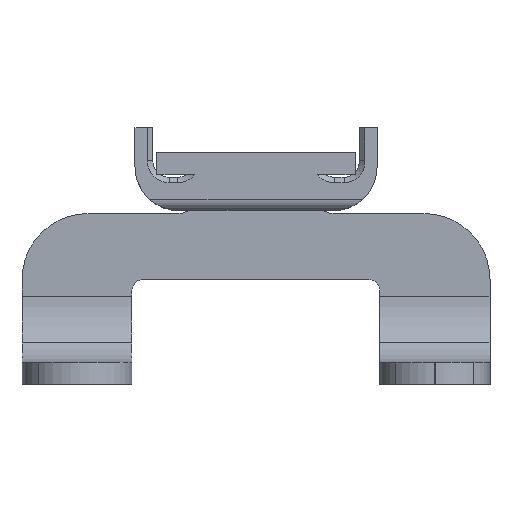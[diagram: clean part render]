
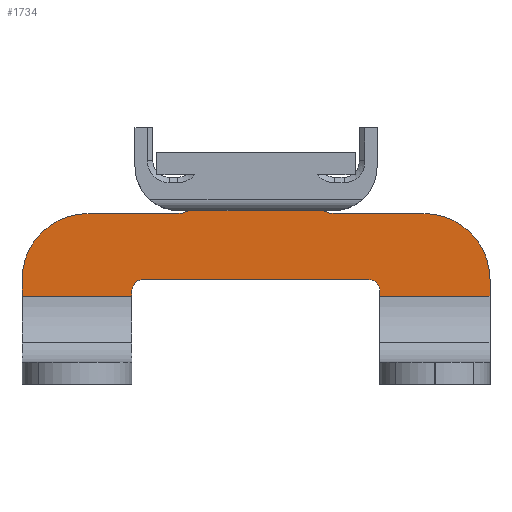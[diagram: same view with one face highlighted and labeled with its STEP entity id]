
A CAD part, top view. The second image highlights one B-rep face of the part: STEP entity #1734.
In plain terms, the highlighted planar face has unit normal (0, 0, 1).
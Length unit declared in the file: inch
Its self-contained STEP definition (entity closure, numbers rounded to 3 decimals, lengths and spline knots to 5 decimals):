
#2=DIRECTION('',(-1.,0.,0.));
#3=VECTOR('',#2,0.393);
#4=CARTESIAN_POINT('',(-0.4437,-0.513,-0.373));
#5=LINE('',#4,#3);
#138=CARTESIAN_POINT('',(0.2753,-0.158,-0.373));
#139=DIRECTION('',(0.,0.,-1.));
#140=DIRECTION('',(0.,-1.,0.));
#141=AXIS2_PLACEMENT_3D('',#138,#139,#140);
#143=CARTESIAN_POINT('',(0.6003,-0.453,-0.373));
#144=DIRECTION('',(0.,0.,1.));
#145=DIRECTION('',(0.707,0.707,0.));
#146=AXIS2_PLACEMENT_3D('',#143,#144,#145);
#148=CARTESIAN_POINT('',(0.6003,-0.453,-0.373));
#149=DIRECTION('',(0.,0.,1.));
#150=DIRECTION('',(1.,0.,0.));
#151=AXIS2_PLACEMENT_3D('',#148,#149,#150);
#153=CARTESIAN_POINT('',(0.4033,-0.492,-0.373));
#154=DIRECTION('',(0.,0.,-1.));
#155=DIRECTION('',(0.707,0.707,0.));
#156=AXIS2_PLACEMENT_3D('',#153,#154,#155);
#158=CARTESIAN_POINT('',(0.4033,-0.492,-0.373));
#159=DIRECTION('',(0.,0.,-1.));
#160=DIRECTION('',(0.,1.,0.));
#161=AXIS2_PLACEMENT_3D('',#158,#159,#160);
#163=CARTESIAN_POINT('',(-0.4047,-0.492,-0.373));
#164=DIRECTION('',(0.,0.,-1.));
#165=DIRECTION('',(-0.707,0.707,0.));
#166=AXIS2_PLACEMENT_3D('',#163,#164,#165);
#168=CARTESIAN_POINT('',(-0.4047,-0.492,-0.373));
#169=DIRECTION('',(0.,0.,-1.));
#170=DIRECTION('',(-1.,0.,0.));
#171=AXIS2_PLACEMENT_3D('',#168,#169,#170);
#173=DIRECTION('',(0.,1.,0.));
#174=VECTOR('',#173,0.021);
#175=CARTESIAN_POINT('',(-0.4437,-0.513,-0.373));
#176=LINE('',#175,#174);
#177=CARTESIAN_POINT('',(-0.6007,-0.453,-0.373));
#178=DIRECTION('',(0.,0.,1.));
#179=DIRECTION('',(-0.707,0.707,0.));
#180=AXIS2_PLACEMENT_3D('',#177,#178,#179);
#182=CARTESIAN_POINT('',(-0.6007,-0.453,-0.373));
#183=DIRECTION('',(0.,0.,1.));
#184=DIRECTION('',(0.,1.,0.));
#185=AXIS2_PLACEMENT_3D('',#182,#183,#184);
#187=CARTESIAN_POINT('',(-0.2757,-0.158,-0.373));
#188=DIRECTION('',(0.,0.,-1.));
#189=DIRECTION('',(0.557,-0.831,0.));
#190=AXIS2_PLACEMENT_3D('',#187,#188,#189);
#192=DIRECTION('',(-1.,0.,0.));
#193=VECTOR('',#192,0.48527);
#194=CARTESIAN_POINT('',(0.24244,-0.207,-0.373));
#195=LINE('',#194,#193);
#633=DIRECTION('',(1.,0.,0.));
#634=VECTOR('',#633,0.325);
#635=CARTESIAN_POINT('',(-0.6007,-0.217,-0.373));
#636=LINE('',#635,#634);
#671=DIRECTION('',(1.,0.,0.));
#672=VECTOR('',#671,0.325);
#673=CARTESIAN_POINT('',(0.2753,-0.217,-0.373));
#674=LINE('',#673,#672);
#697=DIRECTION('',(0.,-1.,0.));
#698=VECTOR('',#697,0.06);
#699=CARTESIAN_POINT('',(0.8363,-0.453,-0.373));
#700=LINE('',#699,#698);
#781=DIRECTION('',(0.,-1.,0.));
#782=VECTOR('',#781,0.021);
#783=CARTESIAN_POINT('',(0.4423,-0.492,-0.373));
#784=LINE('',#783,#782);
#851=DIRECTION('',(-1.,0.,0.));
#852=VECTOR('',#851,0.394);
#853=CARTESIAN_POINT('',(0.8363,-0.513,-0.373));
#854=LINE('',#853,#852);
#867=DIRECTION('',(1.,0.,0.));
#868=VECTOR('',#867,0.808);
#869=CARTESIAN_POINT('',(-0.4047,-0.453,-0.373));
#870=LINE('',#869,#868);
#1130=DIRECTION('',(0.,-1.,0.));
#1131=VECTOR('',#1130,0.06);
#1132=CARTESIAN_POINT('',(-0.8367,-0.453,-0.373));
#1133=LINE('',#1132,#1131);
#1166=CARTESIAN_POINT('',(-0.4437,-0.513,-0.373));
#1167=VERTEX_POINT('',#1166);
#1168=CARTESIAN_POINT('',(-0.8367,-0.513,-0.373));
#1169=VERTEX_POINT('',#1168);
#1178=CARTESIAN_POINT('',(-0.4437,-0.492,-0.373));
#1179=VERTEX_POINT('',#1178);
#1240=CARTESIAN_POINT('',(-0.76758,-0.28612,-0.373));
#1241=VERTEX_POINT('',#1240);
#1242=CARTESIAN_POINT('',(-0.6007,-0.217,-0.373));
#1243=VERTEX_POINT('',#1242);
#1244=CARTESIAN_POINT('',(-0.8367,-0.453,-0.373));
#1245=VERTEX_POINT('',#1244);
#1246=CARTESIAN_POINT('',(0.24244,-0.207,-0.373));
#1247=CARTESIAN_POINT('',(-0.24284,-0.207,-0.373));
#1248=VERTEX_POINT('',#1246);
#1249=VERTEX_POINT('',#1247);
#1250=CARTESIAN_POINT('',(0.2753,-0.217,-0.373));
#1251=VERTEX_POINT('',#1250);
#1252=CARTESIAN_POINT('',(0.6003,-0.217,-0.373));
#1253=VERTEX_POINT('',#1252);
#1254=CARTESIAN_POINT('',(0.76718,-0.28612,-0.373));
#1255=VERTEX_POINT('',#1254);
#1256=CARTESIAN_POINT('',(0.8363,-0.453,-0.373));
#1257=VERTEX_POINT('',#1256);
#1258=CARTESIAN_POINT('',(0.8363,-0.513,-0.373));
#1259=VERTEX_POINT('',#1258);
#1260=CARTESIAN_POINT('',(0.4423,-0.513,-0.373));
#1261=VERTEX_POINT('',#1260);
#1262=CARTESIAN_POINT('',(0.4423,-0.492,-0.373));
#1263=VERTEX_POINT('',#1262);
#1264=CARTESIAN_POINT('',(0.43088,-0.46442,-0.373));
#1265=VERTEX_POINT('',#1264);
#1266=CARTESIAN_POINT('',(0.4033,-0.453,-0.373));
#1267=VERTEX_POINT('',#1266);
#1268=CARTESIAN_POINT('',(-0.4047,-0.453,-0.373));
#1269=VERTEX_POINT('',#1268);
#1270=CARTESIAN_POINT('',(-0.43228,-0.46442,-0.373));
#1271=VERTEX_POINT('',#1270);
#1272=CARTESIAN_POINT('',(-0.2757,-0.217,-0.373));
#1273=VERTEX_POINT('',#1272);
#1691=CARTESIAN_POINT('',(-0.0002,-0.36,-0.373));
#1692=DIRECTION('',(0.,0.,1.));
#1693=DIRECTION('',(0.,-1.,0.));
#1694=AXIS2_PLACEMENT_3D('',#1691,#1692,#1693);
#1695=PLANE('',#1694);
#1697=ORIENTED_EDGE('',*,*,#1696,.F.);
#1699=ORIENTED_EDGE('',*,*,#1698,.F.);
#1701=ORIENTED_EDGE('',*,*,#1700,.T.);
#1703=ORIENTED_EDGE('',*,*,#1702,.F.);
#1705=ORIENTED_EDGE('',*,*,#1704,.F.);
#1707=ORIENTED_EDGE('',*,*,#1706,.T.);
#1709=ORIENTED_EDGE('',*,*,#1708,.T.);
#1711=ORIENTED_EDGE('',*,*,#1710,.F.);
#1713=ORIENTED_EDGE('',*,*,#1712,.F.);
#1715=ORIENTED_EDGE('',*,*,#1714,.F.);
#1717=ORIENTED_EDGE('',*,*,#1716,.F.);
#1719=ORIENTED_EDGE('',*,*,#1718,.F.);
#1721=ORIENTED_EDGE('',*,*,#1720,.F.);
#1722=ORIENTED_EDGE('',*,*,#1524,.F.);
#1723=ORIENTED_EDGE('',*,*,#1491,.T.);
#1725=ORIENTED_EDGE('',*,*,#1724,.F.);
#1726=ORIENTED_EDGE('',*,*,#1683,.F.);
#1727=ORIENTED_EDGE('',*,*,#1672,.F.);
#1729=ORIENTED_EDGE('',*,*,#1728,.T.);
#1731=ORIENTED_EDGE('',*,*,#1730,.F.);
#1732=EDGE_LOOP('',(#1697,#1699,#1701,#1703,#1705,#1707,#1709,#1711,#1713,#1715,
#1717,#1719,#1721,#1722,#1723,#1725,#1726,#1727,#1729,#1731));
#1733=FACE_OUTER_BOUND('',#1732,.F.);
#1734=ADVANCED_FACE('',(#1733),#1695,.T.);
#142=CIRCLE('',#141,0.059);
#147=CIRCLE('',#146,0.236);
#152=CIRCLE('',#151,0.236);
#157=CIRCLE('',#156,0.039);
#162=CIRCLE('',#161,0.039);
#167=CIRCLE('',#166,0.039);
#172=CIRCLE('',#171,0.039);
#181=CIRCLE('',#180,0.236);
#186=CIRCLE('',#185,0.236);
#191=CIRCLE('',#190,0.059);
#1491=EDGE_CURVE('',#1167,#1169,#5,.T.);
#1524=EDGE_CURVE('',#1167,#1179,#176,.T.);
#1672=EDGE_CURVE('',#1243,#1241,#186,.T.);
#1683=EDGE_CURVE('',#1241,#1245,#181,.T.);
#1696=EDGE_CURVE('',#1248,#1249,#195,.T.);
#1698=EDGE_CURVE('',#1251,#1248,#142,.T.);
#1700=EDGE_CURVE('',#1251,#1253,#674,.T.);
#1702=EDGE_CURVE('',#1255,#1253,#147,.T.);
#1704=EDGE_CURVE('',#1257,#1255,#152,.T.);
#1706=EDGE_CURVE('',#1257,#1259,#700,.T.);
#1708=EDGE_CURVE('',#1259,#1261,#854,.T.);
#1710=EDGE_CURVE('',#1263,#1261,#784,.T.);
#1712=EDGE_CURVE('',#1265,#1263,#157,.T.);
#1714=EDGE_CURVE('',#1267,#1265,#162,.T.);
#1716=EDGE_CURVE('',#1269,#1267,#870,.T.);
#1718=EDGE_CURVE('',#1271,#1269,#167,.T.);
#1720=EDGE_CURVE('',#1179,#1271,#172,.T.);
#1724=EDGE_CURVE('',#1245,#1169,#1133,.T.);
#1728=EDGE_CURVE('',#1243,#1273,#636,.T.);
#1730=EDGE_CURVE('',#1249,#1273,#191,.T.);
